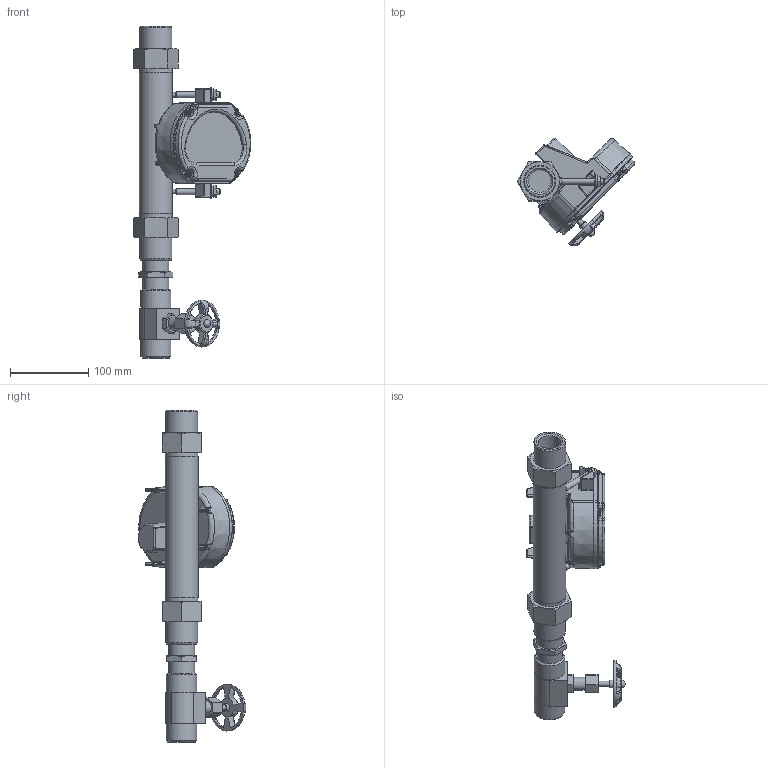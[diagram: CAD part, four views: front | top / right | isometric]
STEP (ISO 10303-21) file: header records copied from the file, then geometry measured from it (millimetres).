
FILE_DESCRIPTION(/* description */ (''),/* implementation_level */ '2;1');
FILE_NAME(/* name */ '',/* time_stamp */ '2015-02-10T11:30:14+01:00',/* author */ (''),/* organization */ (''),/* preprocessor_version */ 'ST-DEVELOPER v14',/* originating_system */ 'SIEMENS PLM Software NX 8.0',/* authorisation */ '');
FILE_SCHEMA (('CONFIG_CONTROL_DESIGN'));
Length unit declared in the file: millimetre
Products named in the file (1): sz10_1_inch_npt_f_gp_vlv_inlet
Bounding box: 150.38 x 137.49 x 425 mm (x, y, z)
Volume: 803615.7 mm3; surface area: 222694.6 mm2
Topology: 20 solids, 20 shells, 1123 faces, 2632 edges, 1521 vertices
Faces by surface type: cylinder 263, plane 262, torus 226, cone 206, bspline 127, sphere 39
Full cylindrical faces by diameter (mm): 3 x1, 4.597 x4, 4.699 x4, 6 x2, 6.858 x2, 7 x1, 7.9 x2, 8.738 x2, 9.271 x4, 10 x1, 16.5 x1, 17.475 x2, 22.2 x1, 29.06 x3, 33.401 x2, 38.9 x2, 39 x2, 41 x2, 41.682 x2, 42.16 x1, 60 x1
Entity records: 45811 total; most frequent: CARTESIAN_POINT 21281, DIRECTION 5351, ORIENTED_EDGE 4908, EDGE_CURVE 2454, AXIS2_PLACEMENT_3D 2311, VERTEX_POINT 1505, EDGE_LOOP 1285, CIRCLE 1259
